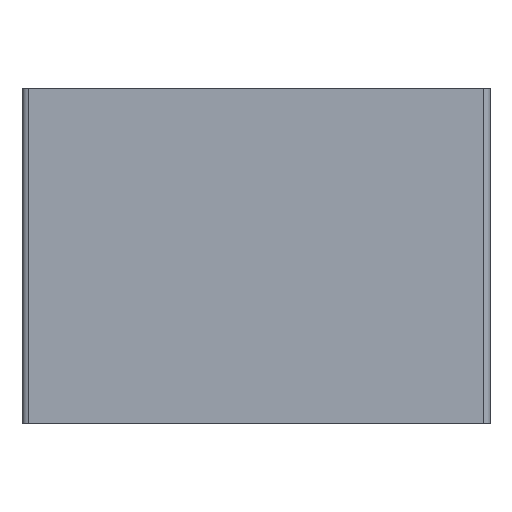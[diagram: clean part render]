
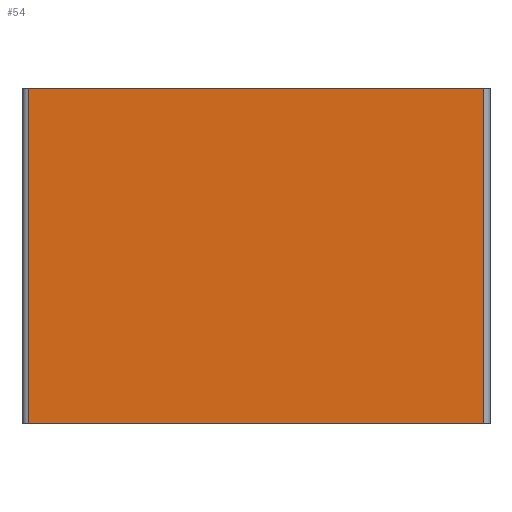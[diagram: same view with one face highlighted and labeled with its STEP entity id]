
A CAD part, front view. The second image highlights one B-rep face of the part: STEP entity #54.
In plain terms, the highlighted planar face has unit normal (0, -1, 0).
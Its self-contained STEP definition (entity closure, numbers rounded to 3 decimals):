
#54=ADVANCED_FACE('',(#70),#72,.T.);
#70=FACE_BOUND('',#71,.T.);
#71=EDGE_LOOP('',(#137,#138,#139,#140));
#72=PLANE('',#73);
#73=AXIS2_PLACEMENT_3D('',#74,#75,#76);
#74=CARTESIAN_POINT('',(-35.,-5.,0.));
#75=DIRECTION('',(0.,-1.,0.));
#76=DIRECTION('',(1.,0.,0.));
#137=ORIENTED_EDGE('',*,*,#185,.T.);
#138=ORIENTED_EDGE('',*,*,#186,.F.);
#139=ORIENTED_EDGE('',*,*,#187,.F.);
#140=ORIENTED_EDGE('',*,*,#188,.T.);
#185=EDGE_CURVE('',#213,#214,#215,.T.);
#186=EDGE_CURVE('',#216,#214,#217,.T.);
#187=EDGE_CURVE('',#218,#216,#219,.T.);
#188=EDGE_CURVE('',#218,#213,#220,.T.);
#213=VERTEX_POINT('',#261);
#214=VERTEX_POINT('',#262);
#215=LINE('',#263,#264);
#216=VERTEX_POINT('',#266);
#217=LINE('',#267,#268);
#218=VERTEX_POINT('',#270);
#219=LINE('',#271,#272);
#220=LINE('',#274,#275);
#261=CARTESIAN_POINT('',(34.,-5.,0.));
#262=CARTESIAN_POINT('',(34.,-5.,50.));
#263=CARTESIAN_POINT('',(34.,-5.,0.));
#264=VECTOR('',#265,1.);
#265=DIRECTION('',(0.,0.,1.));
#266=CARTESIAN_POINT('',(-34.,-5.,50.));
#267=CARTESIAN_POINT('',(-34.,-5.,50.));
#268=VECTOR('',#269,1.);
#269=DIRECTION('',(1.,0.,0.));
#270=CARTESIAN_POINT('',(-34.,-5.,0.));
#271=CARTESIAN_POINT('',(-34.,-5.,0.));
#272=VECTOR('',#273,1.);
#273=DIRECTION('',(0.,0.,1.));
#274=CARTESIAN_POINT('',(-34.,-5.,0.));
#275=VECTOR('',#276,1.);
#276=DIRECTION('',(1.,0.,0.));
